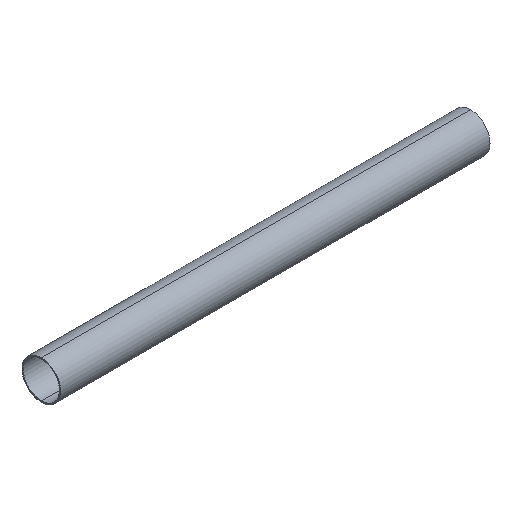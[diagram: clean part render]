
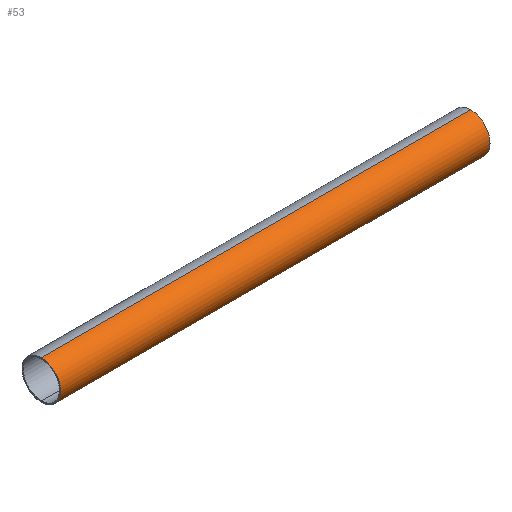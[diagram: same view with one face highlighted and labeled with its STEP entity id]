
A CAD part, isometric view. The second image highlights one B-rep face of the part: STEP entity #53.
In plain terms, the highlighted cylindrical face has radius 225 mm (diameter 450 mm), a partial arc.
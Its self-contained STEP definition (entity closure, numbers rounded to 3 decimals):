
#53 = ADVANCED_FACE( '', ( #123 ), #124, .T. );
#55 = VERTEX_POINT( '', #126 );
#67 = VERTEX_POINT( '', #138 );
#69 = EDGE_CURVE( '', #71, #83, #140, .T. );
#71 = VERTEX_POINT( '', #142 );
#83 = VERTEX_POINT( '', #157 );
#91 = EDGE_CURVE( '', #67, #71, #168, .T. );
#93 = EDGE_CURVE( '', #55, #67, #170, .T. );
#101 = EDGE_CURVE( '', #83, #55, #179, .T. );
#123 = FACE_OUTER_BOUND( '', #192, .T. );
#124 = CYLINDRICAL_SURFACE( '', #193, 225. );
#126 = CARTESIAN_POINT( '', ( 0., 0., 225. ) );
#138 = CARTESIAN_POINT( '', ( 0., 0., -225. ) );
#140 = CIRCLE( '', #214, 225. );
#142 = CARTESIAN_POINT( '', ( 5000., 0., -225. ) );
#157 = CARTESIAN_POINT( '', ( 5000., 0., 225. ) );
#168 = LINE( '', #244, #245 );
#170 = CIRCLE( '', #248, 225. );
#179 = LINE( '', #261, #262 );
#192 = EDGE_LOOP( '', ( #270, #271, #272, #273 ) );
#193 = AXIS2_PLACEMENT_3D( '', #274, #275, #276 );
#214 = AXIS2_PLACEMENT_3D( '', #284, #285, #286 );
#244 = CARTESIAN_POINT( '', ( 0., 0., -225. ) );
#245 = VECTOR( '', #326, 1. );
#248 = AXIS2_PLACEMENT_3D( '', #327, #328, #329 );
#261 = CARTESIAN_POINT( '', ( 0., 0., 225. ) );
#262 = VECTOR( '', #342, 1. );
#270 = ORIENTED_EDGE( '', *, *, #91, .T. );
#271 = ORIENTED_EDGE( '', *, *, #69, .T. );
#272 = ORIENTED_EDGE( '', *, *, #101, .T. );
#273 = ORIENTED_EDGE( '', *, *, #93, .T. );
#274 = CARTESIAN_POINT( '', ( 0., 0., 0. ) );
#275 = DIRECTION( '', ( -1., 0., 0. ) );
#276 = DIRECTION( '', ( 0., 0., -1. ) );
#284 = CARTESIAN_POINT( '', ( 5000., 0., 0. ) );
#285 = DIRECTION( '', ( -1., 0., 0. ) );
#286 = DIRECTION( '', ( 0., 0., -1. ) );
#326 = DIRECTION( '', ( 1., 0., 0. ) );
#327 = CARTESIAN_POINT( '', ( 0., 0., 0. ) );
#328 = DIRECTION( '', ( 1., 0., 0. ) );
#329 = DIRECTION( '', ( 0., 0., -1. ) );
#342 = DIRECTION( '', ( -1., 0., 0. ) );
